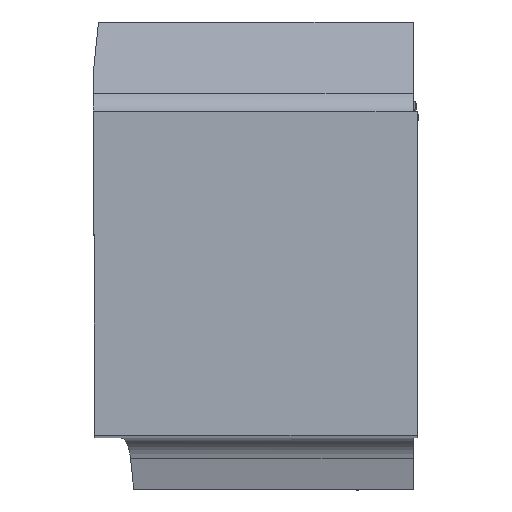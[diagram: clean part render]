
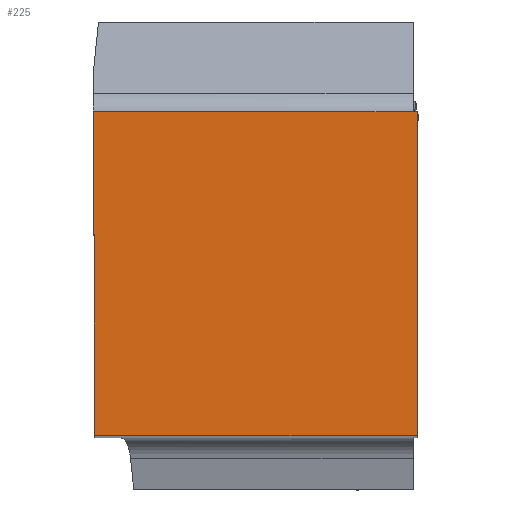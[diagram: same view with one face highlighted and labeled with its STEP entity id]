
A CAD part, top view. The second image highlights one B-rep face of the part: STEP entity #225.
In plain terms, the highlighted planar face has unit normal (0, 0, 1).
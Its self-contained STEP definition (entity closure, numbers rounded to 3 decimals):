
#225=ADVANCED_FACE('CU_BACK_SU1',(#341),#297,.F.);
#297=PLANE('',#1637);
#341=FACE_OUTER_BOUND('',#416,.T.);
#416=EDGE_LOOP('',(#583,#584,#585,#586));
#583=ORIENTED_EDGE('',*,*,#1072,.T.);
#584=ORIENTED_EDGE('',*,*,#1121,.T.);
#585=ORIENTED_EDGE('',*,*,#1122,.T.);
#586=ORIENTED_EDGE('',*,*,#1046,.F.);
#906=VERTEX_POINT('',#2143);
#907=VERTEX_POINT('',#2145);
#926=VERTEX_POINT('',#2195);
#965=VERTEX_POINT('',#2379);
#1046=EDGE_CURVE('',#906,#907,#1257,.T.);
#1072=EDGE_CURVE('',#906,#926,#1276,.T.);
#1121=EDGE_CURVE('',#926,#965,#1307,.T.);
#1122=EDGE_CURVE('',#965,#907,#1308,.T.);
#1257=LINE('',#2144,#1393);
#1276=LINE('',#2196,#1412);
#1307=LINE('',#2378,#1443);
#1308=LINE('',#2380,#1444);
#1393=VECTOR('',#1743,1.);
#1412=VECTOR('',#1788,1.);
#1443=VECTOR('',#1859,1.);
#1444=VECTOR('',#1860,1.);
#1637=AXIS2_PLACEMENT_3D('',#2381,#1861,#1862);
#1743=DIRECTION('',(-0.004,1.,0.));
#1788=DIRECTION('',(1.,0.,0.));
#1859=DIRECTION('',(0.,1.,0.));
#1860=DIRECTION('',(-1.,0.,0.));
#1861=DIRECTION('',(0.,0.,-1.));
#1862=DIRECTION('',(-1.,0.,0.));
#2143=CARTESIAN_POINT('',(0.083,0.,0.));
#2144=CARTESIAN_POINT('',(-0.086,38.766,0.));
#2145=CARTESIAN_POINT('',(0.,18.95,0.));
#2195=CARTESIAN_POINT('',(18.95,0.,0.));
#2196=CARTESIAN_POINT('',(42.008,0.,0.));
#2378=CARTESIAN_POINT('',(18.95,38.95,0.));
#2379=CARTESIAN_POINT('',(18.95,18.95,0.));
#2380=CARTESIAN_POINT('',(42.008,18.95,0.));
#2381=CARTESIAN_POINT('',(42.008,38.95,0.));
